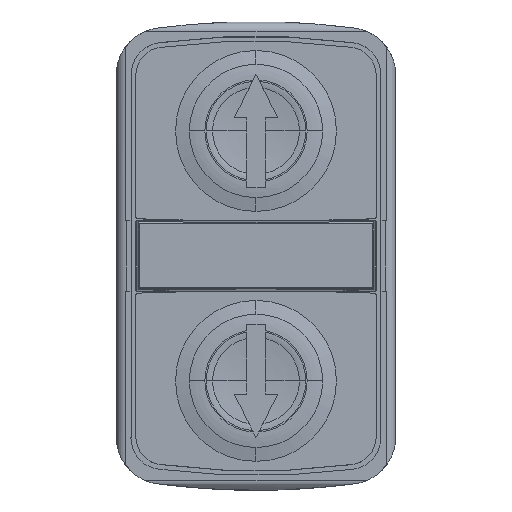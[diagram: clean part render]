
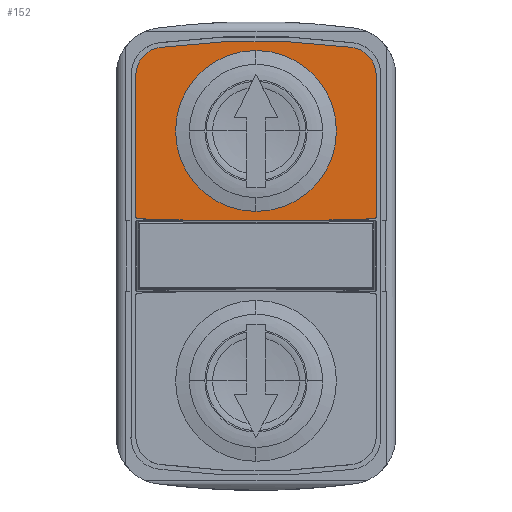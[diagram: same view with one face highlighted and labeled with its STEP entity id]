
A CAD part, top view. The second image highlights one B-rep face of the part: STEP entity #152.
In plain terms, the highlighted planar face has unit normal (0, 0, 1).
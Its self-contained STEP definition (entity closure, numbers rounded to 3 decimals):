
#152=ADVANCED_FACE('',(#432,#433),#434,.T.);
#432=FACE_OUTER_BOUND('',#776,.T.);
#433=FACE_BOUND('',#777,.T.);
#434=PLANE('',#778);
#776=EDGE_LOOP('',(#1796,#1797,#1798,#1799,#1800,#1801,#1802,#1803,#1804,#1805));
#777=EDGE_LOOP('',(#1806,#1807));
#778=AXIS2_PLACEMENT_3D('',#1808,#1809,#1810);
#1796=ORIENTED_EDGE('',*,*,#2583,.T.);
#1797=ORIENTED_EDGE('',*,*,#2580,.T.);
#1798=ORIENTED_EDGE('',*,*,#2577,.T.);
#1799=ORIENTED_EDGE('',*,*,#2514,.T.);
#1800=ORIENTED_EDGE('',*,*,#2518,.T.);
#1801=ORIENTED_EDGE('',*,*,#2521,.T.);
#1802=ORIENTED_EDGE('',*,*,#2524,.T.);
#1803=ORIENTED_EDGE('',*,*,#2527,.T.);
#1804=ORIENTED_EDGE('',*,*,#2585,.T.);
#1805=ORIENTED_EDGE('',*,*,#2631,.T.);
#1806=ORIENTED_EDGE('',*,*,#2476,.T.);
#1807=ORIENTED_EDGE('',*,*,#2344,.T.);
#1808=CARTESIAN_POINT('',(-30.0,13.706,11.55));
#1809=DIRECTION('',(0.,0.,1.0));
#1810=DIRECTION('',(1.0,0.,0.0));
#2344=EDGE_CURVE('',#2824,#2830,#2832,.T.);
#2476=EDGE_CURVE('',#2830,#2824,#3045,.T.);
#2514=EDGE_CURVE('',#3109,#3110,#3111,.T.);
#2518=EDGE_CURVE('',#3110,#3117,#3118,.T.);
#2521=EDGE_CURVE('',#3117,#3122,#3123,.T.);
#2524=EDGE_CURVE('',#3122,#3127,#3128,.T.);
#2527=EDGE_CURVE('',#3127,#3132,#3133,.T.);
#2577=EDGE_CURVE('',#3216,#3109,#3217,.T.);
#2580=EDGE_CURVE('',#3221,#3216,#3222,.T.);
#2583=EDGE_CURVE('',#3226,#3221,#3227,.T.);
#2585=EDGE_CURVE('',#3132,#3228,#3230,.T.);
#2631=EDGE_CURVE('',#3228,#3226,#3306,.T.);
#2824=VERTEX_POINT('',#3608);
#2830=VERTEX_POINT('',#3615);
#2832=CIRCLE('',#3618,8.5);
#3045=CIRCLE('',#4002,8.5);
#3109=VERTEX_POINT('',#4133);
#3110=VERTEX_POINT('',#4134);
#3111=CIRCLE('',#4135,2.971);
#3117=VERTEX_POINT('',#4143);
#3118=CIRCLE('',#4144,77.734);
#3122=VERTEX_POINT('',#4149);
#3123=CIRCLE('',#4150,2.976);
#3127=VERTEX_POINT('',#4155);
#3128=LINE('',#4156,#4157);
#3132=VERTEX_POINT('',#4163);
#3133=CIRCLE('',#4164,0.207);
#3216=VERTEX_POINT('',#4300);
#3217=LINE('',#4301,#4302);
#3221=VERTEX_POINT('',#4308);
#3222=CIRCLE('',#4309,0.201);
#3226=VERTEX_POINT('',#4314);
#3227=CIRCLE('',#4315,345.995);
#3228=VERTEX_POINT('',#4316);
#3230=CIRCLE('',#4318,345.995);
#3306=LINE('',#4450,#4451);
#3608=CARTESIAN_POINT('',(0.,4.7,11.55));
#3615=CARTESIAN_POINT('',(0.,21.7,11.55));
#3618=AXIS2_PLACEMENT_3D('',#5099,#5100,#5101);
#4002=AXIS2_PLACEMENT_3D('',#5309,#5310,#5311);
#4133=CARTESIAN_POINT('',(12.695,19.11,11.55));
#4134=CARTESIAN_POINT('',(10.128,22.034,11.55));
#4135=AXIS2_PLACEMENT_3D('',#5394,#5395,#5396);
#4143=CARTESIAN_POINT('',(-10.128,22.03,11.55));
#4144=AXIS2_PLACEMENT_3D('',#5402,#5403,#5404);
#4149=CARTESIAN_POINT('',(-12.695,19.11,11.55));
#4150=AXIS2_PLACEMENT_3D('',#5409,#5410,#5411);
#4155=CARTESIAN_POINT('',(-12.695,4.131,11.55));
#4156=CARTESIAN_POINT('',(-12.695,12.663,11.55));
#4157=VECTOR('',#5416,1.0);
#4163=CARTESIAN_POINT('',(-12.502,3.931,11.55));
#4164=AXIS2_PLACEMENT_3D('',#5419,#5420,#5421);
#4300=CARTESIAN_POINT('',(12.695,4.131,11.55));
#4301=CARTESIAN_POINT('',(12.695,12.663,11.55));
#4302=VECTOR('',#5526,1.0);
#4308=CARTESIAN_POINT('',(12.502,3.931,11.55));
#4309=AXIS2_PLACEMENT_3D('',#5529,#5530,#5531);
#4314=CARTESIAN_POINT('',(3.232,3.72,11.55));
#4315=AXIS2_PLACEMENT_3D('',#5536,#5537,#5538);
#4316=CARTESIAN_POINT('',(-3.232,3.72,11.55));
#4318=AXIS2_PLACEMENT_3D('',#5542,#5543,#5544);
#4450=CARTESIAN_POINT('',(-30.0,3.72,11.55));
#4451=VECTOR('',#5614,1.0);
#5099=CARTESIAN_POINT('',(0.,13.2,11.55));
#5100=DIRECTION('',(0.,0.,-1.0));
#5101=DIRECTION('',(0.,-1.0,0.));
#5309=CARTESIAN_POINT('',(0.,13.2,11.55));
#5310=DIRECTION('',(0.,0.0,-1.0));
#5311=DIRECTION('',(0.0,-1.0,0.0));
#5394=CARTESIAN_POINT('',(9.724,19.091,11.55));
#5395=DIRECTION('',(0.,0.,1.0));
#5396=DIRECTION('',(1.0,0.,0.));
#5402=CARTESIAN_POINT('',(0.017,-55.039,11.55));
#5403=DIRECTION('',(0.,0.,1.0));
#5404=DIRECTION('',(1.0,0.0,0.));
#5409=CARTESIAN_POINT('',(-9.718,19.082,11.55));
#5410=DIRECTION('',(0.,0.,1.0));
#5411=DIRECTION('',(1.0,0.,0.));
#5416=DIRECTION('',(0.,-1.0,0.));
#5419=CARTESIAN_POINT('',(-12.488,4.138,11.55));
#5420=DIRECTION('',(0.,0.,1.0));
#5421=DIRECTION('',(0.0,1.0,0.));
#5526=DIRECTION('',(0.,1.0,0.));
#5529=CARTESIAN_POINT('',(12.494,4.132,11.55));
#5530=DIRECTION('',(0.,0.,1.0));
#5531=DIRECTION('',(1.0,0.0,0.));
#5536=CARTESIAN_POINT('',(0.,349.7,11.55));
#5537=DIRECTION('',(0.,0.,1.0));
#5538=DIRECTION('',(0.0,1.0,0.));
#5542=CARTESIAN_POINT('',(0.,349.7,11.55));
#5543=DIRECTION('',(0.,0.,1.0));
#5544=DIRECTION('',(0.0,1.0,0.));
#5614=DIRECTION('',(1.0,0.0,0.));
